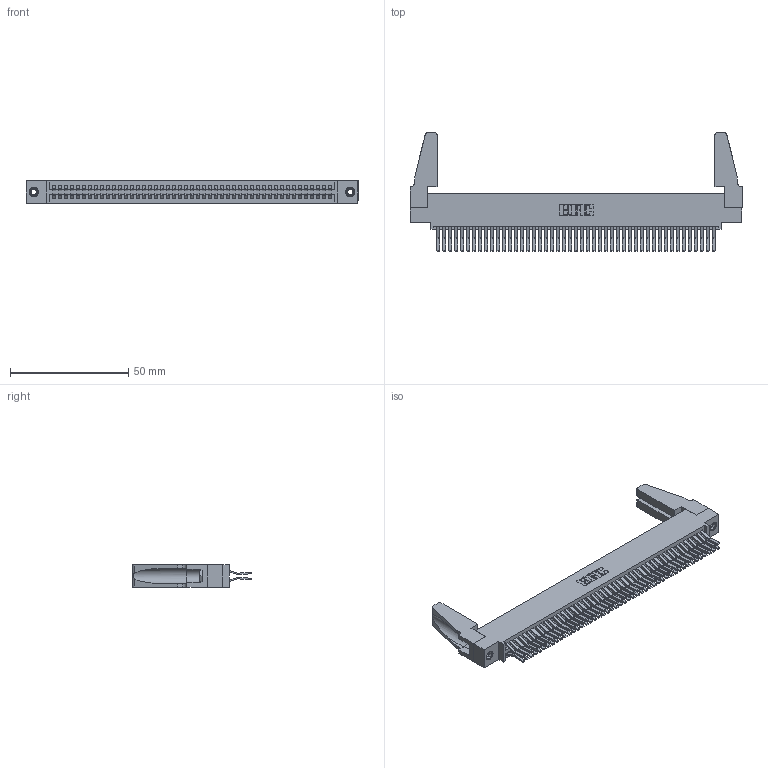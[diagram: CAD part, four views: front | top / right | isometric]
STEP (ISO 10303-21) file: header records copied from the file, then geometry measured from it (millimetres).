
FILE_DESCRIPTION (( 'STEP AP203' ), '1' );
FILE_NAME ('345-094-560-588.STEP', '2019-11-02T06:21:56', ( '' ), ( '' ), 'SwSTEP 2.0', 'SolidWorks 2016', '' );
FILE_SCHEMA (( 'CONFIG_CONTROL_DESIGN' ));
Length unit declared in the file: inch
Products named in the file (5): 345-292-001_560 Tail; 345-250-001_345-250-001-102; 345 Part_0.110 Offset - 0.156 Dia-TH; 345-220-078_345-220-088; 345-094-560-588
Assembly tree (99 placements, depth 2):
  345-094-560-588
    345 Part_0.110 Offset - 0.156 Dia-TH
    345-292-001_560 Tail  x94
    345-250-001_345-250-001-102  x2
    345-220-078_345-220-088  x2
Bounding box: 140.61 x 50.1 x 9.4 mm (x, y, z)
Volume: 17501.1 mm3; surface area: 25958.3 mm2
Topology: 99 solids, 99 shells, 5142 faces, 15237 edges, 10022 vertices
Faces by surface type: plane 3258, cylinder 1868, cone 12, torus 4
Entity records: 38572 total; most frequent: CARTESIAN_POINT 6458, ORIENTED_EDGE 6352, DIRECTION 5696, EDGE_CURVE 3176, LINE 2810, VECTOR 2810, VERTEX_POINT 2110, AXIS2_PLACEMENT_3D 1443
